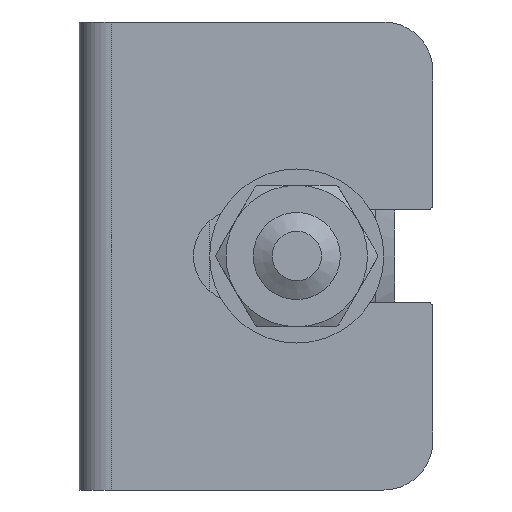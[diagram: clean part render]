
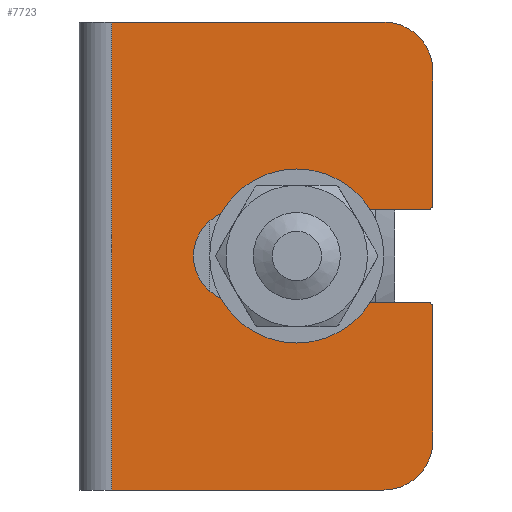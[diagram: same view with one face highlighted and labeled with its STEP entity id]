
A CAD part, front view. The second image highlights one B-rep face of the part: STEP entity #7723.
In plain terms, the highlighted planar face has unit normal (0, -1, 0).
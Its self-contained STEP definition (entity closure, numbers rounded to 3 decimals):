
#256 = CIRCLE ( 'NONE', #11237, 0.5 ) ;
#381 = ORIENTED_EDGE ( 'NONE', *, *, #15873, .T. ) ;
#468 = VERTEX_POINT ( 'NONE', #15510 ) ;
#594 = FACE_OUTER_BOUND ( 'NONE', #16821, .T. ) ;
#755 = VERTEX_POINT ( 'NONE', #4625 ) ;
#922 = DIRECTION ( 'NONE',  ( 0., 0., 1. ) ) ;
#1232 = VECTOR ( 'NONE', #16375, 1000. ) ;
#1250 = CARTESIAN_POINT ( 'NONE',  ( -1.5, -22.5, 4.25 ) ) ;
#1329 = CARTESIAN_POINT ( 'NONE',  ( 15.75, -22.5, -4.25 ) ) ;
#1461 = ORIENTED_EDGE ( 'NONE', *, *, #16601, .T. ) ;
#1603 = CARTESIAN_POINT ( 'NONE',  ( -13.25, -22.5, 21.5 ) ) ;
#1608 = EDGE_CURVE ( 'NONE', #12305, #2706, #8283, .T. ) ;
#1628 = ORIENTED_EDGE ( 'NONE', *, *, #7041, .F. ) ;
#2003 = CARTESIAN_POINT ( 'NONE',  ( 16.25, -22.5, 21.5 ) ) ;
#2080 = CARTESIAN_POINT ( 'NONE',  ( 11.75, -22.5, -17. ) ) ;
#2089 = CARTESIAN_POINT ( 'NONE',  ( -13.25, -22.5, 21.5 ) ) ;
#2464 = ORIENTED_EDGE ( 'NONE', *, *, #4290, .T. ) ;
#2700 = LINE ( 'NONE', #16696, #16184 ) ;
#2706 = VERTEX_POINT ( 'NONE', #1329 ) ;
#2888 = DIRECTION ( 'NONE',  ( 0., -1., 0. ) ) ;
#3222 = EDGE_CURVE ( 'NONE', #4481, #755, #4764, .T. ) ;
#3306 = DIRECTION ( 'NONE',  ( 0., 0., 1. ) ) ;
#3357 = VERTEX_POINT ( 'NONE', #6178 ) ;
#3437 = DIRECTION ( 'NONE',  ( 0., 0., -1. ) ) ;
#3562 = CARTESIAN_POINT ( 'NONE',  ( -13.25, -22.5, 21.5 ) ) ;
#4211 = DIRECTION ( 'NONE',  ( 0., 1., 0. ) ) ;
#4244 = LINE ( 'NONE', #13411, #5477 ) ;
#4290 = EDGE_CURVE ( 'NONE', #16171, #6110, #5169, .T. ) ;
#4481 = VERTEX_POINT ( 'NONE', #7052 ) ;
#4625 = CARTESIAN_POINT ( 'NONE',  ( 11.75, -22.5, -21.5 ) ) ;
#4692 = CIRCLE ( 'NONE', #12199, 4.5 ) ;
#4764 = LINE ( 'NONE', #9858, #8056 ) ;
#5036 = DIRECTION ( 'NONE',  ( 0., 0., -1. ) ) ;
#5169 = CIRCLE ( 'NONE', #13369, 4.25 ) ;
#5212 = VERTEX_POINT ( 'NONE', #2089 ) ;
#5477 = VECTOR ( 'NONE', #5561, 1000. ) ;
#5532 = EDGE_CURVE ( 'NONE', #3357, #15833, #10476, .T. ) ;
#5561 = DIRECTION ( 'NONE',  ( -1., 0., 0. ) ) ;
#5662 = VECTOR ( 'NONE', #8130, 1000. ) ;
#5674 = VECTOR ( 'NONE', #5036, 1000. ) ;
#5701 = ORIENTED_EDGE ( 'NONE', *, *, #14760, .T. ) ;
#5964 = DIRECTION ( 'NONE',  ( 0., -1., 0. ) ) ;
#6042 = CARTESIAN_POINT ( 'NONE',  ( 15.75, -22.5, -4.75 ) ) ;
#6110 = VERTEX_POINT ( 'NONE', #1250 ) ;
#6163 = ORIENTED_EDGE ( 'NONE', *, *, #1608, .T. ) ;
#6178 = CARTESIAN_POINT ( 'NONE',  ( 16.25, -22.5, 17. ) ) ;
#6297 = AXIS2_PLACEMENT_3D ( 'NONE', #6042, #11389, #11264 ) ;
#6588 = CIRCLE ( 'NONE', #14019, 4.5 ) ;
#7041 = EDGE_CURVE ( 'NONE', #5212, #15994, #16809, .T. ) ;
#7052 = CARTESIAN_POINT ( 'NONE',  ( -13.25, -22.5, -21.5 ) ) ;
#7497 = CARTESIAN_POINT ( 'NONE',  ( -1.5, -22.5, -4.25 ) ) ;
#7592 = ORIENTED_EDGE ( 'NONE', *, *, #3222, .T. ) ;
#7652 = CARTESIAN_POINT ( 'NONE',  ( -1.5, -22.5, 0. ) ) ;
#7723 = ADVANCED_FACE ( 'NONE', ( #594 ), #12230, .F. ) ;
#7754 = EDGE_CURVE ( 'NONE', #3357, #15994, #4692, .T. ) ;
#8056 = VECTOR ( 'NONE', #15050, 1000. ) ;
#8130 = DIRECTION ( 'NONE',  ( 0., 0., -1. ) ) ;
#8283 = CIRCLE ( 'NONE', #6297, 0.5 ) ;
#8393 = ORIENTED_EDGE ( 'NONE', *, *, #5532, .F. ) ;
#8803 = ORIENTED_EDGE ( 'NONE', *, *, #10147, .F. ) ;
#8939 = LINE ( 'NONE', #1603, #5662 ) ;
#8953 = DIRECTION ( 'NONE',  ( 1., 0., 0. ) ) ;
#9392 = CARTESIAN_POINT ( 'NONE',  ( 16.25, -22.5, -17. ) ) ;
#9823 = DIRECTION ( 'NONE',  ( 0., -1., 0. ) ) ;
#9858 = CARTESIAN_POINT ( 'NONE',  ( -13.25, -22.5, -21.5 ) ) ;
#9929 = EDGE_CURVE ( 'NONE', #2706, #16171, #4244, .T. ) ;
#10147 = EDGE_CURVE ( 'NONE', #12305, #11263, #11210, .T. ) ;
#10230 = DIRECTION ( 'NONE',  ( 1., 0., 0. ) ) ;
#10467 = CARTESIAN_POINT ( 'NONE',  ( 16.25, -22.5, -4.75 ) ) ;
#10476 = LINE ( 'NONE', #2003, #15996 ) ;
#11210 = LINE ( 'NONE', #11855, #5674 ) ;
#11237 = AXIS2_PLACEMENT_3D ( 'NONE', #13148, #2888, #11828 ) ;
#11263 = VERTEX_POINT ( 'NONE', #9392 ) ;
#11264 = DIRECTION ( 'NONE',  ( 0., 0., 1. ) ) ;
#11389 = DIRECTION ( 'NONE',  ( 0., -1., 0. ) ) ;
#11607 = EDGE_CURVE ( 'NONE', #5212, #4481, #8939, .T. ) ;
#11828 = DIRECTION ( 'NONE',  ( 0., 0., 1. ) ) ;
#11855 = CARTESIAN_POINT ( 'NONE',  ( 16.25, -22.5, 21.5 ) ) ;
#12199 = AXIS2_PLACEMENT_3D ( 'NONE', #14909, #9823, #3306 ) ;
#12230 = PLANE ( 'NONE',  #14292 ) ;
#12305 = VERTEX_POINT ( 'NONE', #10467 ) ;
#12539 = ORIENTED_EDGE ( 'NONE', *, *, #7754, .T. ) ;
#13148 = CARTESIAN_POINT ( 'NONE',  ( 15.75, -22.5, 4.75 ) ) ;
#13369 = AXIS2_PLACEMENT_3D ( 'NONE', #7652, #16796, #8953 ) ;
#13411 = CARTESIAN_POINT ( 'NONE',  ( -1.5, -22.5, -4.25 ) ) ;
#13786 = ORIENTED_EDGE ( 'NONE', *, *, #9929, .T. ) ;
#14019 = AXIS2_PLACEMENT_3D ( 'NONE', #2080, #5964, #922 ) ;
#14292 = AXIS2_PLACEMENT_3D ( 'NONE', #14812, #4211, #16115 ) ;
#14760 = EDGE_CURVE ( 'NONE', #468, #15833, #256, .T. ) ;
#14791 = CARTESIAN_POINT ( 'NONE',  ( 11.75, -22.5, 21.5 ) ) ;
#14812 = CARTESIAN_POINT ( 'NONE',  ( -13.25, -22.5, 21.5 ) ) ;
#14909 = CARTESIAN_POINT ( 'NONE',  ( 11.75, -22.5, 17. ) ) ;
#15050 = DIRECTION ( 'NONE',  ( 1., 0., 0. ) ) ;
#15510 = CARTESIAN_POINT ( 'NONE',  ( 15.75, -22.5, 4.25 ) ) ;
#15833 = VERTEX_POINT ( 'NONE', #16546 ) ;
#15873 = EDGE_CURVE ( 'NONE', #755, #11263, #6588, .T. ) ;
#15994 = VERTEX_POINT ( 'NONE', #14791 ) ;
#15996 = VECTOR ( 'NONE', #3437, 1000. ) ;
#16115 = DIRECTION ( 'NONE',  ( 0., 0., 1. ) ) ;
#16171 = VERTEX_POINT ( 'NONE', #7497 ) ;
#16184 = VECTOR ( 'NONE', #10230, 1000. ) ;
#16375 = DIRECTION ( 'NONE',  ( 1., 0., 0. ) ) ;
#16546 = CARTESIAN_POINT ( 'NONE',  ( 16.25, -22.5, 4.75 ) ) ;
#16601 = EDGE_CURVE ( 'NONE', #6110, #468, #2700, .T. ) ;
#16696 = CARTESIAN_POINT ( 'NONE',  ( 16.25, -22.5, 4.25 ) ) ;
#16783 = ORIENTED_EDGE ( 'NONE', *, *, #11607, .T. ) ;
#16796 = DIRECTION ( 'NONE',  ( 0., 1., 0. ) ) ;
#16809 = LINE ( 'NONE', #3562, #1232 ) ;
#16821 = EDGE_LOOP ( 'NONE', ( #1461, #5701, #8393, #12539, #1628, #16783, #7592, #381, #8803, #6163, #13786, #2464 ) ) ;
